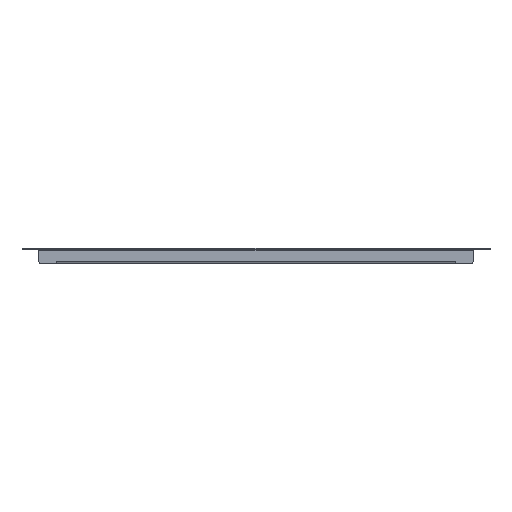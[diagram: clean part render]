
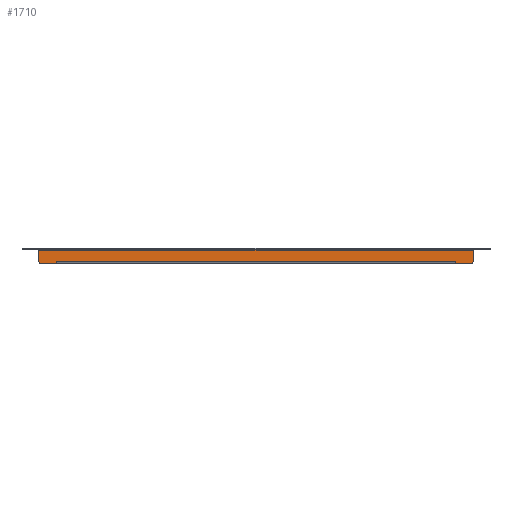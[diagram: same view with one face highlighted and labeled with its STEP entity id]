
A CAD part, front view. The second image highlights one B-rep face of the part: STEP entity #1710.
In plain terms, the highlighted planar face has unit normal (0, -1, 0).
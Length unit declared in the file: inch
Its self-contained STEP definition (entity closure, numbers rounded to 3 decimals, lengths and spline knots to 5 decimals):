
#14 = VERTEX_POINT ( 'NONE', #3103 ) ;
#38 = DIRECTION ( 'NONE',  ( -1., 0., 0. ) ) ;
#39 = CIRCLE ( 'NONE', #2193, 0.015 ) ;
#45 = VERTEX_POINT ( 'NONE', #713 ) ;
#52 = ORIENTED_EDGE ( 'NONE', *, *, #119, .T. ) ;
#79 = VERTEX_POINT ( 'NONE', #508 ) ;
#84 = VECTOR ( 'NONE', #1649, 39.37008 ) ;
#89 = CARTESIAN_POINT ( 'NONE',  ( 15.325, -24.55, -0.6005 ) ) ;
#91 = VERTEX_POINT ( 'NONE', #1934 ) ;
#92 = CIRCLE ( 'NONE', #393, 0.1875 ) ;
#103 = ORIENTED_EDGE ( 'NONE', *, *, #2630, .F. ) ;
#107 = LINE ( 'NONE', #2786, #1852 ) ;
#119 = EDGE_CURVE ( 'NONE', #526, #1455, #1208, .T. ) ;
#128 = DIRECTION ( 'NONE',  ( 0., 0., 1. ) ) ;
#203 = CARTESIAN_POINT ( 'NONE',  ( -15.325, -24.55, -0.8875 ) ) ;
#245 = VECTOR ( 'NONE', #616, 39.37008 ) ;
#269 = VECTOR ( 'NONE', #38, 39.37008 ) ;
#320 = VERTEX_POINT ( 'NONE', #2953 ) ;
#324 = CARTESIAN_POINT ( 'NONE',  ( 14.0825, -24.55, -0.949 ) ) ;
#371 = VERTEX_POINT ( 'NONE', #1228 ) ;
#381 = DIRECTION ( 'NONE',  ( 0., 0., -1. ) ) ;
#385 = DIRECTION ( 'NONE',  ( 0., 0., -1. ) ) ;
#393 = AXIS2_PLACEMENT_3D ( 'NONE', #657, #1806, #2770 ) ;
#407 = CARTESIAN_POINT ( 'NONE',  ( 14.105, -24.55, -1.06 ) ) ;
#417 = EDGE_LOOP ( 'NONE', ( #442, #956, #850, #970, #2035, #2893, #1409, #1624, #541, #52, #103, #1406, #1060, #1830 ) ) ;
#431 = CARTESIAN_POINT ( 'NONE',  ( 15.1375, -24.55, -0.8875 ) ) ;
#442 = ORIENTED_EDGE ( 'NONE', *, *, #1531, .F. ) ;
#484 = LINE ( 'NONE', #1443, #84 ) ;
#503 = EDGE_CURVE ( 'NONE', #1179, #900, #2326, .T. ) ;
#508 = CARTESIAN_POINT ( 'NONE',  ( 14.105, -24.55, -1.075 ) ) ;
#526 = VERTEX_POINT ( 'NONE', #1812 ) ;
#541 = ORIENTED_EDGE ( 'NONE', *, *, #586, .T. ) ;
#586 = EDGE_CURVE ( 'NONE', #929, #526, #613, .T. ) ;
#596 = DIRECTION ( 'NONE',  ( 0., 0., -1. ) ) ;
#613 = LINE ( 'NONE', #1572, #875 ) ;
#616 = DIRECTION ( 'NONE',  ( -1., 0., 0. ) ) ;
#657 = CARTESIAN_POINT ( 'NONE',  ( -15.1375, -24.55, -0.8875 ) ) ;
#713 = CARTESIAN_POINT ( 'NONE',  ( -14.09, -24.55, -0.949 ) ) ;
#741 = CIRCLE ( 'NONE', #2145, 0.0075 ) ;
#801 = CARTESIAN_POINT ( 'NONE',  ( 15.325, -24.55, -0.8875 ) ) ;
#811 = VERTEX_POINT ( 'NONE', #1535 ) ;
#813 = EDGE_CURVE ( 'NONE', #900, #79, #2506, .T. ) ;
#840 = LINE ( 'NONE', #2577, #245 ) ;
#842 = DIRECTION ( 'NONE',  ( 0., 0., -1. ) ) ;
#850 = ORIENTED_EDGE ( 'NONE', *, *, #2112, .F. ) ;
#857 = DIRECTION ( 'NONE',  ( 0., 0., 1. ) ) ;
#875 = VECTOR ( 'NONE', #2297, 39.37008 ) ;
#879 = DIRECTION ( 'NONE',  ( 0., 1., 0. ) ) ;
#900 = VERTEX_POINT ( 'NONE', #2308 ) ;
#907 = CARTESIAN_POINT ( 'NONE',  ( -14.075, -24.55, -0.949 ) ) ;
#927 = DIRECTION ( 'NONE',  ( 0., 0., -1. ) ) ;
#929 = VERTEX_POINT ( 'NONE', #1101 ) ;
#956 = ORIENTED_EDGE ( 'NONE', *, *, #2899, .F. ) ;
#970 = ORIENTED_EDGE ( 'NONE', *, *, #1472, .F. ) ;
#973 = AXIS2_PLACEMENT_3D ( 'NONE', #431, #2343, #381 ) ;
#1037 = VECTOR ( 'NONE', #842, 39.37008 ) ;
#1060 = ORIENTED_EDGE ( 'NONE', *, *, #2865, .F. ) ;
#1089 = CIRCLE ( 'NONE', #1897, 0.0075 ) ;
#1101 = CARTESIAN_POINT ( 'NONE',  ( 15.325, -24.55, -0.126 ) ) ;
#1120 = LINE ( 'NONE', #2560, #2155 ) ;
#1157 = CARTESIAN_POINT ( 'NONE',  ( -14.0825, -24.55, -0.949 ) ) ;
#1179 = VERTEX_POINT ( 'NONE', #801 ) ;
#1208 = LINE ( 'NONE', #2387, #3084 ) ;
#1228 = CARTESIAN_POINT ( 'NONE',  ( -14.105, -24.55, -1.075 ) ) ;
#1265 = EDGE_CURVE ( 'NONE', #79, #811, #39, .T. ) ;
#1298 = PLANE ( 'NONE',  #2706 ) ;
#1406 = ORIENTED_EDGE ( 'NONE', *, *, #2338, .F. ) ;
#1409 = ORIENTED_EDGE ( 'NONE', *, *, #503, .F. ) ;
#1443 = CARTESIAN_POINT ( 'NONE',  ( 14.09, -24.55, -0.949 ) ) ;
#1455 = VERTEX_POINT ( 'NONE', #203 ) ;
#1472 = EDGE_CURVE ( 'NONE', #811, #14, #484, .T. ) ;
#1531 = EDGE_CURVE ( 'NONE', #2849, #45, #741, .T. ) ;
#1535 = CARTESIAN_POINT ( 'NONE',  ( 14.09, -24.55, -1.06 ) ) ;
#1572 = CARTESIAN_POINT ( 'NONE',  ( 15.325, -24.55, -0.126 ) ) ;
#1624 = ORIENTED_EDGE ( 'NONE', *, *, #1739, .F. ) ;
#1649 = DIRECTION ( 'NONE',  ( 0., 0., 1. ) ) ;
#1710 = ADVANCED_FACE ( 'NONE', ( #2251 ), #1298, .F. ) ;
#1739 = EDGE_CURVE ( 'NONE', #929, #1179, #1766, .T. ) ;
#1766 = LINE ( 'NONE', #89, #1037 ) ;
#1806 = DIRECTION ( 'NONE',  ( 0., 1., 0. ) ) ;
#1812 = CARTESIAN_POINT ( 'NONE',  ( -15.325, -24.55, -0.126 ) ) ;
#1830 = ORIENTED_EDGE ( 'NONE', *, *, #2662, .F. ) ;
#1852 = VECTOR ( 'NONE', #596, 39.37008 ) ;
#1897 = AXIS2_PLACEMENT_3D ( 'NONE', #324, #2492, #128 ) ;
#1920 = DIRECTION ( 'NONE',  ( 0., 0., -1. ) ) ;
#1934 = CARTESIAN_POINT ( 'NONE',  ( -15.1375, -24.55, -1.075 ) ) ;
#2035 = ORIENTED_EDGE ( 'NONE', *, *, #1265, .F. ) ;
#2112 = EDGE_CURVE ( 'NONE', #14, #2736, #1089, .T. ) ;
#2121 = DIRECTION ( 'NONE',  ( 0., -1., 0. ) ) ;
#2145 = AXIS2_PLACEMENT_3D ( 'NONE', #1157, #2121, #927 ) ;
#2148 = DIRECTION ( 'NONE',  ( -1., 0., 0. ) ) ;
#2155 = VECTOR ( 'NONE', #2148, 39.37008 ) ;
#2188 = CARTESIAN_POINT ( 'NONE',  ( 0., -24.55, -1.075 ) ) ;
#2193 = AXIS2_PLACEMENT_3D ( 'NONE', #407, #879, #2784 ) ;
#2251 = FACE_OUTER_BOUND ( 'NONE', #417, .T. ) ;
#2297 = DIRECTION ( 'NONE',  ( -1., 0., 0. ) ) ;
#2308 = CARTESIAN_POINT ( 'NONE',  ( 15.1375, -24.55, -1.075 ) ) ;
#2326 = CIRCLE ( 'NONE', #973, 0.1875 ) ;
#2338 = EDGE_CURVE ( 'NONE', #371, #91, #1120, .T. ) ;
#2343 = DIRECTION ( 'NONE',  ( 0., 1., 0. ) ) ;
#2387 = CARTESIAN_POINT ( 'NONE',  ( -15.325, -24.55, -0.6005 ) ) ;
#2454 = CIRCLE ( 'NONE', #3107, 0.015 ) ;
#2492 = DIRECTION ( 'NONE',  ( 0., -1., 0. ) ) ;
#2506 = LINE ( 'NONE', #2188, #269 ) ;
#2542 = DIRECTION ( 'NONE',  ( 0., 1., 0. ) ) ;
#2560 = CARTESIAN_POINT ( 'NONE',  ( 0., -24.55, -1.075 ) ) ;
#2577 = CARTESIAN_POINT ( 'NONE',  ( 15.325, -24.55, -0.949 ) ) ;
#2630 = EDGE_CURVE ( 'NONE', #91, #1455, #92, .T. ) ;
#2662 = EDGE_CURVE ( 'NONE', #45, #320, #107, .T. ) ;
#2706 = AXIS2_PLACEMENT_3D ( 'NONE', #2766, #2542, #385 ) ;
#2736 = VERTEX_POINT ( 'NONE', #3069 ) ;
#2766 = CARTESIAN_POINT ( 'NONE',  ( 15.325, -24.55, -0.126 ) ) ;
#2770 = DIRECTION ( 'NONE',  ( 0., 0., -1. ) ) ;
#2784 = DIRECTION ( 'NONE',  ( 0., 0., -1. ) ) ;
#2786 = CARTESIAN_POINT ( 'NONE',  ( -14.09, -24.55, -0.949 ) ) ;
#2831 = DIRECTION ( 'NONE',  ( 0., 1., 0. ) ) ;
#2849 = VERTEX_POINT ( 'NONE', #907 ) ;
#2865 = EDGE_CURVE ( 'NONE', #320, #371, #2454, .T. ) ;
#2893 = ORIENTED_EDGE ( 'NONE', *, *, #813, .F. ) ;
#2899 = EDGE_CURVE ( 'NONE', #2736, #2849, #840, .T. ) ;
#2953 = CARTESIAN_POINT ( 'NONE',  ( -14.09, -24.55, -1.06 ) ) ;
#3014 = CARTESIAN_POINT ( 'NONE',  ( -14.105, -24.55, -1.06 ) ) ;
#3069 = CARTESIAN_POINT ( 'NONE',  ( 14.075, -24.55, -0.949 ) ) ;
#3084 = VECTOR ( 'NONE', #1920, 39.37008 ) ;
#3103 = CARTESIAN_POINT ( 'NONE',  ( 14.09, -24.55, -0.949 ) ) ;
#3107 = AXIS2_PLACEMENT_3D ( 'NONE', #3014, #2831, #857 ) ;
